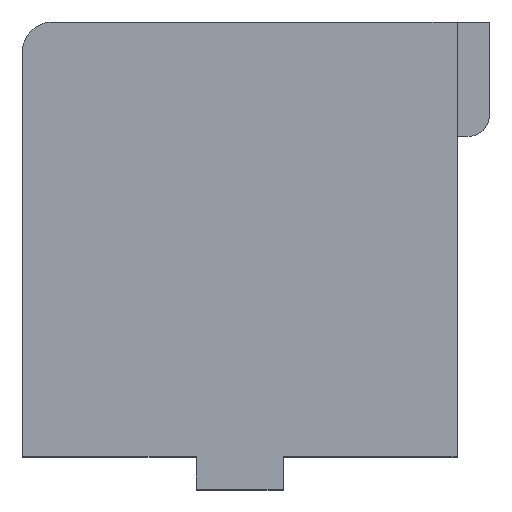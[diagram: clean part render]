
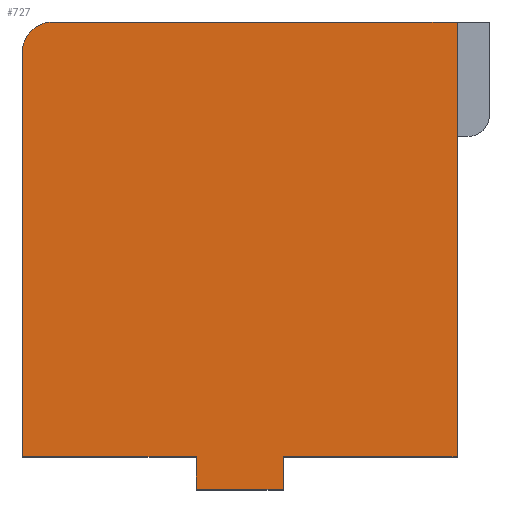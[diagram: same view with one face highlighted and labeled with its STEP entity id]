
A CAD part, top view. The second image highlights one B-rep face of the part: STEP entity #727.
In plain terms, the highlighted planar face has unit normal (0, 0, 1).
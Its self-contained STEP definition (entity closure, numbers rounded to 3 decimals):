
#9=CARTESIAN_POINT('',(-17.214,40.,20.));
#10=VERTEX_POINT('',#9);
#17=CARTESIAN_POINT('',(20.,40.,20.));
#18=VERTEX_POINT('',#17);
#19=CARTESIAN_POINT('',(20.,40.,20.));
#20=DIRECTION('',(-1.0,0.0,0.0));
#21=VECTOR('',#20,37.214);
#22=LINE('',#19,#21);
#23=EDGE_CURVE('',#18,#10,#22,.T.);
#108=CARTESIAN_POINT('',(-20.0,37.5,20.));
#109=VERTEX_POINT('',#108);
#116=CARTESIAN_POINT('',(-17.214,37.198,20.));
#117=DIRECTION('',(0.0,0.0,1.0));
#118=DIRECTION('',(0.,1.0,0.0));
#119=AXIS2_PLACEMENT_3D('',#116,#117,#118);
#120=CIRCLE('',#119,2.802);
#121=EDGE_CURVE('',#10,#109,#120,.T.);
#140=CARTESIAN_POINT('',(-20.0,0.0,20.));
#141=VERTEX_POINT('',#140);
#148=CARTESIAN_POINT('',(-20.0,37.5,20.));
#149=DIRECTION('',(0.0,-1.0,0.0));
#150=VECTOR('',#149,37.5);
#151=LINE('',#148,#150);
#152=EDGE_CURVE('',#109,#141,#151,.T.);
#671=CARTESIAN_POINT('',(-20.,-3.,20.));
#672=DIRECTION('',(0.0,0.0,1.0));
#673=DIRECTION('',(1.0,0.0,0.0));
#674=AXIS2_PLACEMENT_3D('',#671,#672,#673);
#675=PLANE('',#674);
#676=ORIENTED_EDGE('',*,*,#121,.T.);
#677=ORIENTED_EDGE('',*,*,#152,.T.);
#678=CARTESIAN_POINT('',(-4.,0.0,20.));
#679=VERTEX_POINT('',#678);
#680=CARTESIAN_POINT('',(-20.0,0.0,20.));
#681=DIRECTION('',(1.0,0.0,0.0));
#682=VECTOR('',#681,16.);
#683=LINE('',#680,#682);
#684=EDGE_CURVE('',#141,#679,#683,.T.);
#685=ORIENTED_EDGE('',*,*,#684,.T.);
#686=CARTESIAN_POINT('',(-4.,-3.,20.));
#687=VERTEX_POINT('',#686);
#688=CARTESIAN_POINT('',(-4.,0.0,20.));
#689=DIRECTION('',(0.0,-1.0,0.0));
#690=VECTOR('',#689,3.);
#691=LINE('',#688,#690);
#692=EDGE_CURVE('',#679,#687,#691,.T.);
#693=ORIENTED_EDGE('',*,*,#692,.T.);
#694=CARTESIAN_POINT('',(4.,-3.,20.));
#695=VERTEX_POINT('',#694);
#696=CARTESIAN_POINT('',(-4.,-3.,20.));
#697=DIRECTION('',(1.0,0.0,0.0));
#698=VECTOR('',#697,8.);
#699=LINE('',#696,#698);
#700=EDGE_CURVE('',#687,#695,#699,.T.);
#701=ORIENTED_EDGE('',*,*,#700,.T.);
#702=CARTESIAN_POINT('',(4.,0.0,20.));
#703=VERTEX_POINT('',#702);
#704=CARTESIAN_POINT('',(4.,-3.,20.));
#705=DIRECTION('',(0.0,1.0,0.0));
#706=VECTOR('',#705,3.);
#707=LINE('',#704,#706);
#708=EDGE_CURVE('',#695,#703,#707,.T.);
#709=ORIENTED_EDGE('',*,*,#708,.T.);
#710=CARTESIAN_POINT('',(20.,0.0,20.));
#711=VERTEX_POINT('',#710);
#712=CARTESIAN_POINT('',(4.,0.0,20.));
#713=DIRECTION('',(1.0,0.0,0.0));
#714=VECTOR('',#713,16.);
#715=LINE('',#712,#714);
#716=EDGE_CURVE('',#703,#711,#715,.T.);
#717=ORIENTED_EDGE('',*,*,#716,.T.);
#718=CARTESIAN_POINT('',(20.,40.,20.));
#719=DIRECTION('',(0.0,-1.0,0.0));
#720=VECTOR('',#719,40.);
#721=LINE('',#718,#720);
#722=EDGE_CURVE('',#18,#711,#721,.T.);
#723=ORIENTED_EDGE('',*,*,#722,.F.);
#724=ORIENTED_EDGE('',*,*,#23,.T.);
#725=EDGE_LOOP('',(#676,#677,#685,#693,#701,#709,#717,#723,#724));
#726=FACE_OUTER_BOUND('',#725,.T.);
#727=ADVANCED_FACE('',(#726),#675,.T.);
